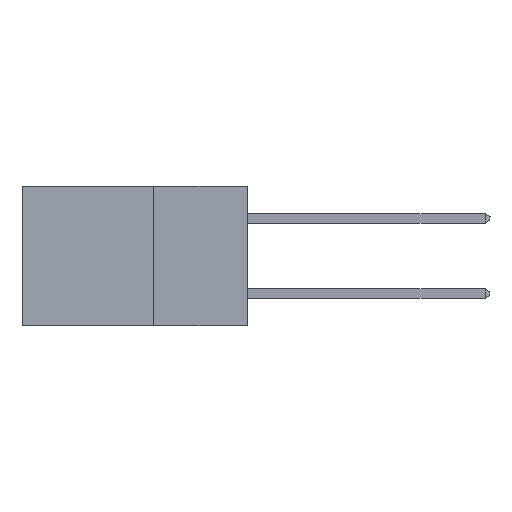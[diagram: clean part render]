
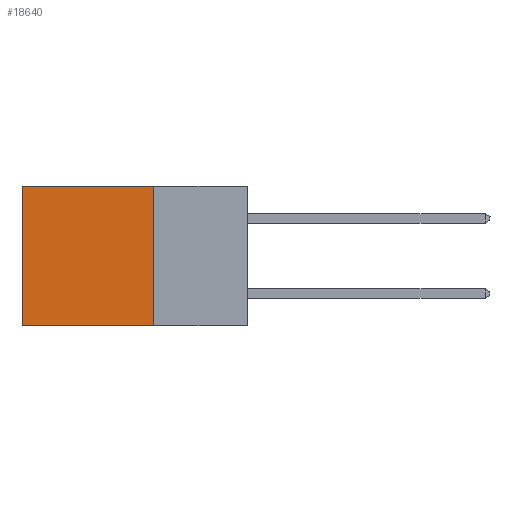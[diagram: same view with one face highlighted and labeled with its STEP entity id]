
A CAD part, left-side view. The second image highlights one B-rep face of the part: STEP entity #18640.
In plain terms, the highlighted planar face has unit normal (-1, 0, 0).
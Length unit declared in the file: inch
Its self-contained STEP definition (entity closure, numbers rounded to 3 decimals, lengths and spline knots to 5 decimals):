
#686 = VECTOR ( 'NONE', #9385, 39.37008 ) ;
#1263 = VERTEX_POINT ( 'NONE', #18498 ) ;
#1662 = CARTESIAN_POINT ( 'NONE',  ( 0.2615, 0.25, -0.37 ) ) ;
#2135 = EDGE_CURVE ( 'NONE', #14483, #1263, #7936, .T. ) ;
#3150 = VERTEX_POINT ( 'NONE', #11205 ) ;
#3316 = CARTESIAN_POINT ( 'NONE',  ( 0.2615, 0.25, -0.37 ) ) ;
#3744 = CARTESIAN_POINT ( 'NONE',  ( 0.2615, 0.25, -0.37 ) ) ;
#3839 = EDGE_CURVE ( 'NONE', #14121, #1263, #5418, .T. ) ;
#3979 = ORIENTED_EDGE ( 'NONE', *, *, #2135, .T. ) ;
#5418 = LINE ( 'NONE', #3744, #18457 ) ;
#5946 = PLANE ( 'NONE',  #17176 ) ;
#7539 = CARTESIAN_POINT ( 'NONE',  ( 0.2615, 0.25, 0. ) ) ;
#7598 = FACE_OUTER_BOUND ( 'NONE', #10007, .T. ) ;
#7710 = DIRECTION ( 'NONE',  ( 1., 0., 0. ) ) ;
#7806 = EDGE_CURVE ( 'NONE', #3150, #14121, #16873, .T. ) ;
#7936 = LINE ( 'NONE', #16271, #686 ) ;
#9385 = DIRECTION ( 'NONE',  ( 0., 0., -1. ) ) ;
#9788 = ORIENTED_EDGE ( 'NONE', *, *, #14206, .T. ) ;
#10007 = EDGE_LOOP ( 'NONE', ( #3979, #21879, #13870, #9788 ) ) ;
#11205 = CARTESIAN_POINT ( 'NONE',  ( 0.2615, 0.25, 0. ) ) ;
#12417 = LINE ( 'NONE', #7539, #15793 ) ;
#13448 = VECTOR ( 'NONE', #14201, 39.37008 ) ;
#13870 = ORIENTED_EDGE ( 'NONE', *, *, #7806, .F. ) ;
#14121 = VERTEX_POINT ( 'NONE', #3316 ) ;
#14201 = DIRECTION ( 'NONE',  ( 0., 0., -1. ) ) ;
#14206 = EDGE_CURVE ( 'NONE', #3150, #14483, #12417, .T. ) ;
#14465 = CARTESIAN_POINT ( 'NONE',  ( 0.2615, 0.25, -0.37 ) ) ;
#14483 = VERTEX_POINT ( 'NONE', #17153 ) ;
#14511 = DIRECTION ( 'NONE',  ( 0., 1., 0. ) ) ;
#15793 = VECTOR ( 'NONE', #14511, 39.37008 ) ;
#16271 = CARTESIAN_POINT ( 'NONE',  ( 0.2615, 0.6, -0.37 ) ) ;
#16873 = LINE ( 'NONE', #1662, #13448 ) ;
#17153 = CARTESIAN_POINT ( 'NONE',  ( 0.2615, 0.6, 0. ) ) ;
#17176 = AXIS2_PLACEMENT_3D ( 'NONE', #14465, #7710, #21243 ) ;
#17277 = DIRECTION ( 'NONE',  ( 0., 1., 0. ) ) ;
#18457 = VECTOR ( 'NONE', #17277, 39.37008 ) ;
#18498 = CARTESIAN_POINT ( 'NONE',  ( 0.2615, 0.6, -0.37 ) ) ;
#18640 = ADVANCED_FACE ( 'NONE', ( #7598 ), #5946, .F. ) ;
#21243 = DIRECTION ( 'NONE',  ( 0., 0., -1. ) ) ;
#21879 = ORIENTED_EDGE ( 'NONE', *, *, #3839, .F. ) ;
